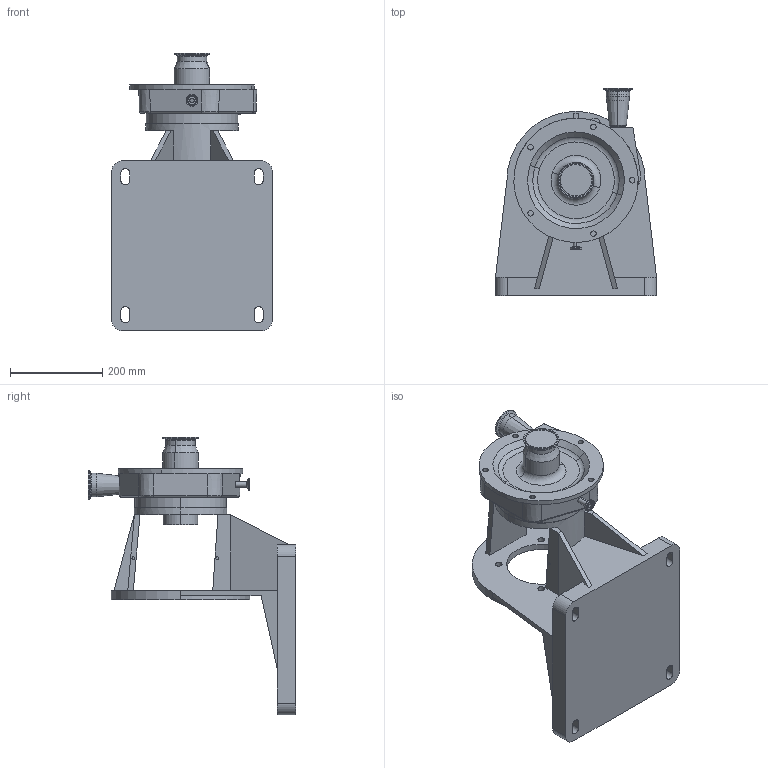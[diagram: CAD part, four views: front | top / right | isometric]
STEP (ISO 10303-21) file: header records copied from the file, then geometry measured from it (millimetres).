
FILE_DESCRIPTION (( 'STEP AP214' ), '1' );
FILE_NAME ('FP 1740 250TC VERTICAL 1-2 In STRAIGHT DRAIN.STEP', '2010-02-24T16:08:55', ( ' ' ), ( '' ), 'SwSTEP 2.0', 'SolidWorks 2010', '' );
FILE_SCHEMA (( 'AUTOMOTIVE_DESIGN' ));
Length unit declared in the file: millimetre
Products named in the file (2): FP 1740 250TC VERTICAL 1-2 In STRAIGHT DRAIN^1275000112; FP 1740 250TC VERTICAL 1-2 In STRAIGHT DRAIN
Assembly tree (1 placements, depth 2):
  FP 1740 250TC VERTICAL 1-2 In STRAIGHT DRAIN
    FP 1740 250TC VERTICAL 1-2 In STRAIGHT DRAIN^1275000112
Bounding box: 350 x 450 x 603 mm (x, y, z)
Volume: 13196135.5 mm3; surface area: 990396.7 mm2
Topology: 1 solids, 6 shells, 287 faces, 639 edges, 395 vertices
Faces by surface type: cylinder 107, plane 99, torus 41, cone 38, sphere 1, bspline 1
Entity records: 8125 total; most frequent: DIRECTION 1556, CARTESIAN_POINT 1387, ORIENTED_EDGE 1278, EDGE_CURVE 639, AXIS2_PLACEMENT_3D 639, VERTEX_POINT 395, CIRCLE 349, EDGE_LOOP 338
